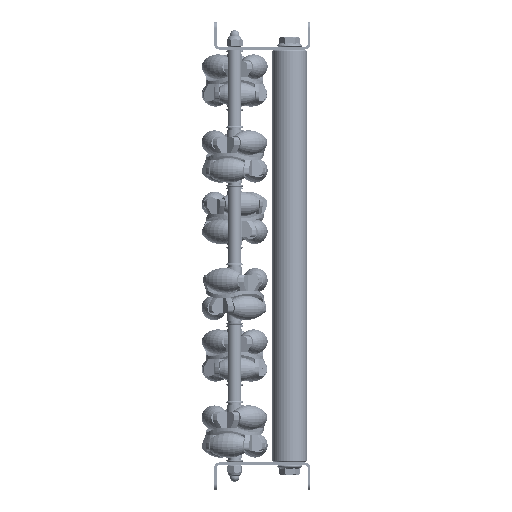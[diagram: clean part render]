
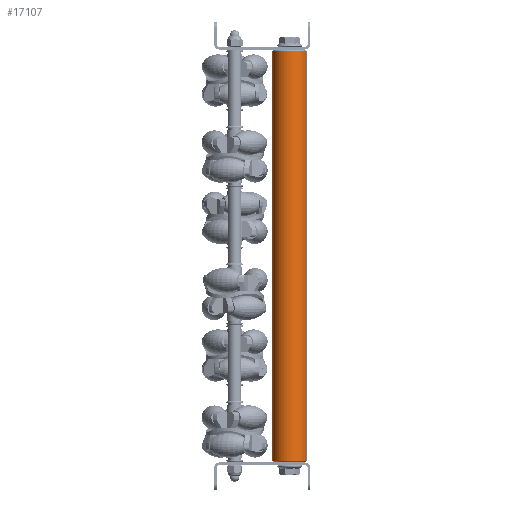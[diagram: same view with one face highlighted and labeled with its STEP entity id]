
A CAD part, left-side view. The second image highlights one B-rep face of the part: STEP entity #17107.
In plain terms, the highlighted cylindrical face has radius 12.5 mm (diameter 25 mm), a partial arc.
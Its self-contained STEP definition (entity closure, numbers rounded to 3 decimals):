
#98 = VECTOR ( 'NONE', #13090, 1000. ) ;
#858 = VERTEX_POINT ( 'NONE', #2801 ) ;
#1945 = ORIENTED_EDGE ( 'NONE', *, *, #12406, .T. ) ;
#2428 = LINE ( 'NONE', #15663, #20327 ) ;
#2484 = CARTESIAN_POINT ( 'NONE',  ( 299., 0., 0. ) ) ;
#2560 = DIRECTION ( 'NONE',  ( 0., 0., -1. ) ) ;
#2623 = DIRECTION ( 'NONE',  ( 0., 0., -1. ) ) ;
#2801 = CARTESIAN_POINT ( 'NONE',  ( 1., 0., -12.5 ) ) ;
#5560 = AXIS2_PLACEMENT_3D ( 'NONE', #2484, #27477, #2623 ) ;
#5880 = VERTEX_POINT ( 'NONE', #27356 ) ;
#6339 = CARTESIAN_POINT ( 'NONE',  ( 300., 0., 0. ) ) ;
#10567 = ORIENTED_EDGE ( 'NONE', *, *, #24842, .T. ) ;
#10616 = CYLINDRICAL_SURFACE ( 'NONE', #19733, 12.5 ) ;
#12406 = EDGE_CURVE ( 'NONE', #23624, #5880, #2428, .T. ) ;
#13090 = DIRECTION ( 'NONE',  ( -1., 0., 0. ) ) ;
#13753 = DIRECTION ( 'NONE',  ( 1., 0., 0. ) ) ;
#13891 = DIRECTION ( 'NONE',  ( -1., 0., 0. ) ) ;
#14316 = EDGE_LOOP ( 'NONE', ( #27337, #22039, #1945, #10567 ) ) ;
#15298 = LINE ( 'NONE', #24258, #98 ) ;
#15444 = FACE_OUTER_BOUND ( 'NONE', #14316, .T. ) ;
#15663 = CARTESIAN_POINT ( 'NONE',  ( 300., 0., 12.5 ) ) ;
#16932 = AXIS2_PLACEMENT_3D ( 'NONE', #24917, #13753, #2560 ) ;
#17107 = ADVANCED_FACE ( 'NONE', ( #15444 ), #10616, .T. ) ;
#17173 = EDGE_CURVE ( 'NONE', #23387, #858, #15298, .T. ) ;
#18860 = CARTESIAN_POINT ( 'NONE',  ( 299., 0., 12.5 ) ) ;
#19733 = AXIS2_PLACEMENT_3D ( 'NONE', #6339, #26194, #24403 ) ;
#20327 = VECTOR ( 'NONE', #13891, 1000. ) ;
#20782 = CARTESIAN_POINT ( 'NONE',  ( 299., 0., -12.5 ) ) ;
#21175 = EDGE_CURVE ( 'NONE', #23387, #23624, #26750, .T. ) ;
#22039 = ORIENTED_EDGE ( 'NONE', *, *, #21175, .T. ) ;
#23387 = VERTEX_POINT ( 'NONE', #20782 ) ;
#23624 = VERTEX_POINT ( 'NONE', #18860 ) ;
#24258 = CARTESIAN_POINT ( 'NONE',  ( 300., 0., -12.5 ) ) ;
#24403 = DIRECTION ( 'NONE',  ( 0., 0., 1. ) ) ;
#24842 = EDGE_CURVE ( 'NONE', #5880, #858, #28202, .T. ) ;
#24917 = CARTESIAN_POINT ( 'NONE',  ( 1., 0., 0. ) ) ;
#26194 = DIRECTION ( 'NONE',  ( -1., 0., 0. ) ) ;
#26750 = CIRCLE ( 'NONE', #5560, 12.5 ) ;
#27337 = ORIENTED_EDGE ( 'NONE', *, *, #17173, .F. ) ;
#27356 = CARTESIAN_POINT ( 'NONE',  ( 1., 0., 12.5 ) ) ;
#27477 = DIRECTION ( 'NONE',  ( -1., 0., 0. ) ) ;
#28202 = CIRCLE ( 'NONE', #16932, 12.5 ) ;
